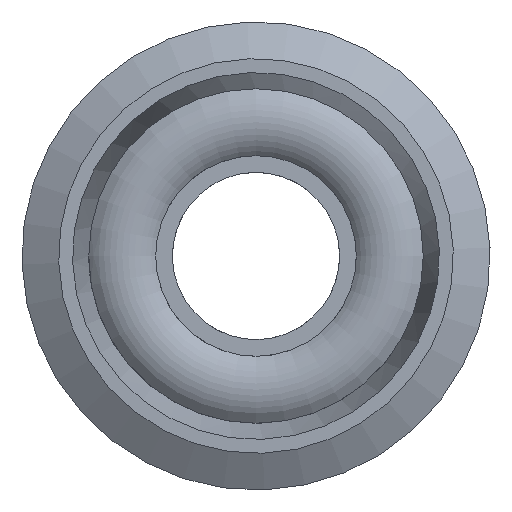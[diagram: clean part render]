
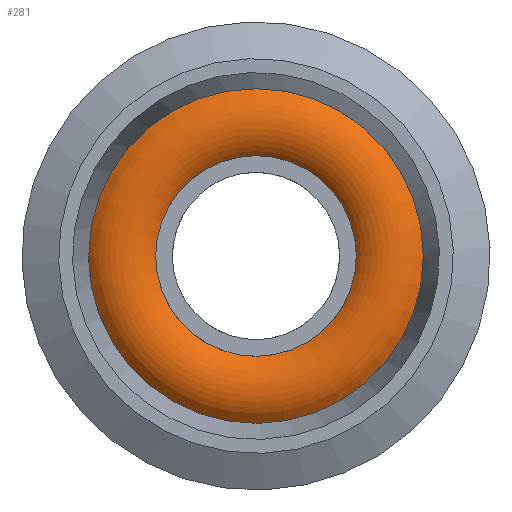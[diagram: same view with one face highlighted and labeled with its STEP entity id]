
A CAD part, left-side view. The second image highlights one B-rep face of the part: STEP entity #281.
In plain terms, the highlighted toroidal (fillet/blend) face has major radius 8 mm and minor radius 2.8 mm.
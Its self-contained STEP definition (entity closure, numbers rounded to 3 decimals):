
#30=TOROIDAL_SURFACE('',#311,8.,2.8);
#34=FACE_BOUND('',#85,.T.);
#58=FACE_OUTER_BOUND('',#84,.T.);
#84=EDGE_LOOP('',(#204));
#85=EDGE_LOOP('',(#205));
#128=CIRCLE('',#306,6.);
#130=CIRCLE('',#309,10.);
#152=VERTEX_POINT('',#453);
#154=VERTEX_POINT('',#458);
#176=EDGE_CURVE('',#152,#152,#128,.T.);
#178=EDGE_CURVE('',#154,#154,#130,.T.);
#204=ORIENTED_EDGE('',*,*,#178,.F.);
#205=ORIENTED_EDGE('',*,*,#176,.T.);
#281=ADVANCED_FACE('',(#58,#34),#30,.T.);
#306=AXIS2_PLACEMENT_3D('',#454,#357,#358);
#309=AXIS2_PLACEMENT_3D('',#459,#363,#364);
#311=AXIS2_PLACEMENT_3D('',#462,#367,#368);
#357=DIRECTION('center_axis',(1.,0.,0.));
#358=DIRECTION('ref_axis',(0.,0.,-1.));
#363=DIRECTION('center_axis',(1.,0.,0.));
#364=DIRECTION('ref_axis',(0.,0.,-1.));
#367=DIRECTION('center_axis',(1.,0.,0.));
#368=DIRECTION('ref_axis',(0.,0.,-1.));
#453=CARTESIAN_POINT('',(-53.16,6.,0.));
#454=CARTESIAN_POINT('Origin',(-53.16,0.,0.));
#458=CARTESIAN_POINT('',(-53.16,10.,0.));
#459=CARTESIAN_POINT('Origin',(-53.16,0.,0.));
#462=CARTESIAN_POINT('Origin',(-51.2,0.,0.));
